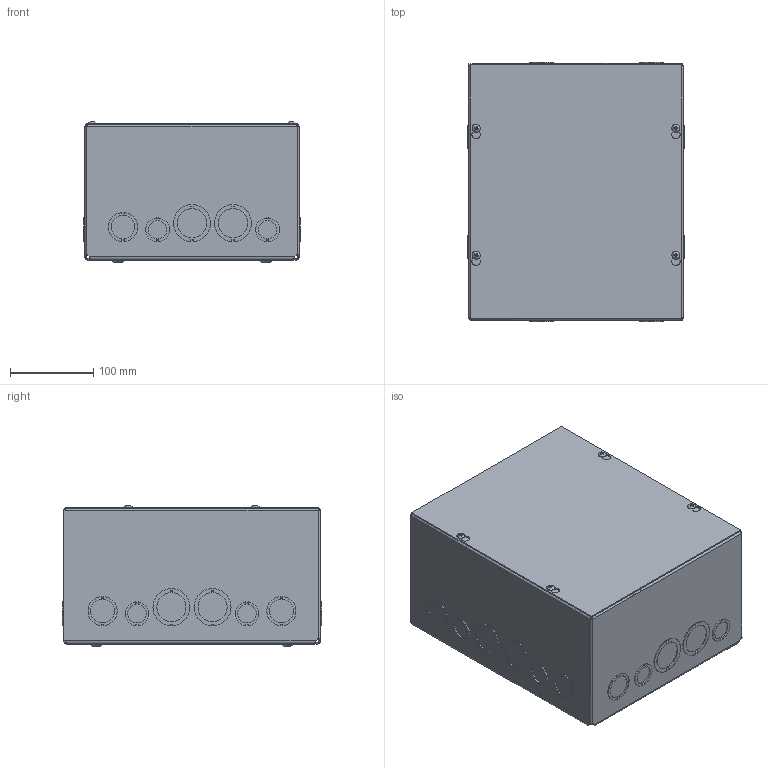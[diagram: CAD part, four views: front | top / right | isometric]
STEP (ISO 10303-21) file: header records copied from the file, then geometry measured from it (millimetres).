
FILE_DESCRIPTION(/* description */ ('BACKS - 10"X12"'),/* implementation_level */ '2;1');
FILE_NAME(/* name */ 'SC101206G.stp',/* time_stamp */ '2015-04-13T22:33:30+05:00',/* author */ ('vdas'),/* organization */ (''),/* preprocessor_version */ 'ST-DEVELOPER v15.2',/* originating_system */ 'Autodesk Inventor 2014',/* authorisation */ '');
FILE_SCHEMA (('AUTOMOTIVE_DESIGN { 1 0 10303 214 3 1 1 }'));
Length unit declared in the file: inch
Products named in the file (5): SC1012GBKP; SC101206GWRA; SC1012GLID; 34056; SC101206G
Bounding box: 260.32 x 311.12 x 170 mm (x, y, z)
Volume: 585669.3 mm3; surface area: 761791 mm2
Topology: 22 solids, 24 shells, 973 faces, 2401 edges, 1535 vertices
Faces by surface type: plane 617, cylinder 205, cone 48, torus 44, bspline 39, sphere 20
Full cylindrical faces by diameter (mm): 3.759 x4, 4.166 x4, 4.191 x1, 5.803 x1, 7.62 x4, 9.754 x4
Entity records: 27576 total; most frequent: CARTESIAN_POINT 5817, ORIENTED_EDGE 4376, DIRECTION 4096, EDGE_CURVE 2092, LINE 1602, VECTOR 1602, VERTEX_POINT 1364, AXIS2_PLACEMENT_3D 1247
